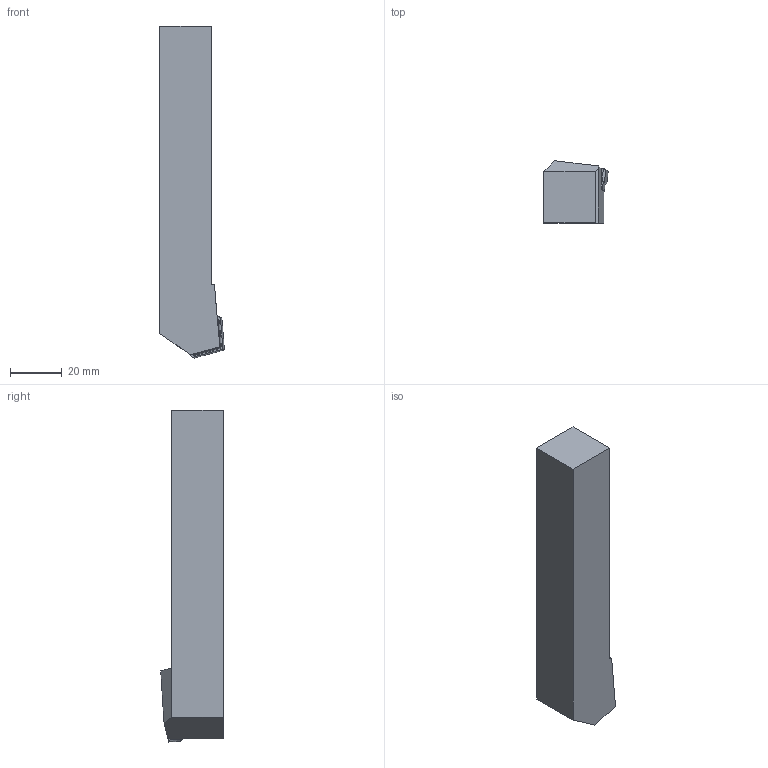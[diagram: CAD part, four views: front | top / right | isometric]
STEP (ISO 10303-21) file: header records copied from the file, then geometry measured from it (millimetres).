
FILE_DESCRIPTION(/* description */ (''),/* implementation_level */ '2;1');
FILE_NAME(/* name */ 'PCKNL2020K12.stp',/* time_stamp */ '2023-01-27T07:54:05+01:00',/* author */ (''),/* organization */ (''),/* preprocessor_version */ 'ST-DEVELOPER v16.7',/* originating_system */ 'SIEMENS PLM Software NX 12.0',/* authorisation */ '');
FILE_SCHEMA (('AUTOMOTIVE_DESIGN { 1 0 10303 214 3 1 1 1 }'));
Length unit declared in the file: millimetre
Products named in the file (1): kl620C84184C4tgl
Bounding box: 24.99 x 24.21 x 128.65 mm (x, y, z)
Volume: 52152.6 mm3; surface area: 11763.3 mm2
Topology: 2 solids, 2 shells, 47 faces, 127 edges, 83 vertices
Faces by surface type: plane 36, cylinder 10, cone 1
Full cylindrical faces by diameter (mm): 4 x1, 5 x1
Entity records: 1461 total; most frequent: CARTESIAN_POINT 248, DIRECTION 241, ORIENTED_EDGE 240, EDGE_CURVE 120, LINE 95, VECTOR 95, VERTEX_POINT 80, AXIS2_PLACEMENT_3D 73
